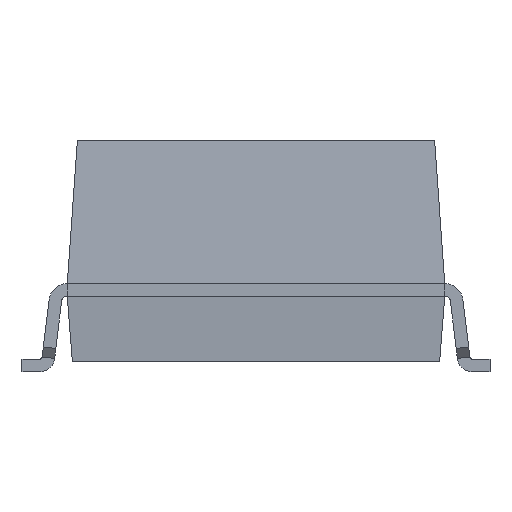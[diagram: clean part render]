
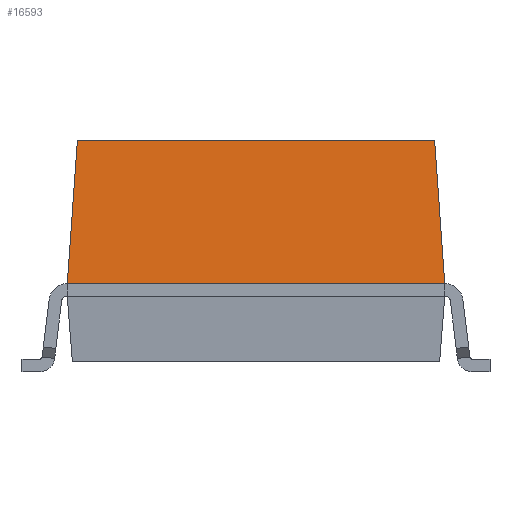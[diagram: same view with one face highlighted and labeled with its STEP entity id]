
A CAD part, front view. The second image highlights one B-rep face of the part: STEP entity #16593.
In plain terms, the highlighted planar face has unit normal (0, -0.998, 0.07).
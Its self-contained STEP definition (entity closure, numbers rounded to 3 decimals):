
#927=FACE_OUTER_BOUND($,#1793,.T.);
#1793=EDGE_LOOP($,(#14388,#14389,#14390,#14391));
#3816=LINE($,#25894,#6078);
#3825=LINE($,#25911,#6087);
#3836=LINE($,#25934,#6098);
#3851=LINE($,#25965,#6113);
#6078=VECTOR($,#21227,7.1);
#6087=VECTOR($,#21238,2.864);
#6098=VECTOR($,#21263,2.864);
#6113=VECTOR($,#21294,7.5);
#7766=VERTEX_POINT($,#25890);
#7767=VERTEX_POINT($,#25892);
#7774=VERTEX_POINT($,#25909);
#7779=VERTEX_POINT($,#25930);
#9992=EDGE_CURVE($,#7767,#7766,#3816,.T.);
#10001=EDGE_CURVE($,#7774,#7767,#3825,.T.);
#10012=EDGE_CURVE($,#7779,#7766,#3836,.T.);
#10027=EDGE_CURVE($,#7774,#7779,#3851,.T.);
#14388=ORIENTED_EDGE($,*,*,#10027,.T.);
#14389=ORIENTED_EDGE($,*,*,#10012,.T.);
#14390=ORIENTED_EDGE($,*,*,#9992,.F.);
#14391=ORIENTED_EDGE($,*,*,#10001,.F.);
#15741=PLANE($,#17588);
#16593=ADVANCED_FACE($,(#927),#15741,.T.);
#17588=AXIS2_PLACEMENT_3D($,#25964,#21292,#21293);
#21227=DIRECTION($,(1.,0.,0.));
#21238=DIRECTION($,(0.07,0.07,0.995));
#21263=DIRECTION($,(-0.07,0.07,0.995));
#21292=DIRECTION('center_axis',(0.,-0.998,
0.07));
#21293=DIRECTION('ref_axis',(0.,-0.07,-0.998));
#21294=DIRECTION($,(1.,0.,0.));
#25890=CARTESIAN_POINT('',(3.55,-6.1,4.6));
#25892=CARTESIAN_POINT('',(-3.55,-6.1,4.6));
#25894=CARTESIAN_POINT($,(3.55,-6.1,4.6));
#25909=CARTESIAN_POINT('',(-3.75,-6.3,1.75));
#25911=CARTESIAN_POINT($,(-3.75,-6.3,1.75));
#25930=CARTESIAN_POINT('',(3.75,-6.3,1.75));
#25934=CARTESIAN_POINT($,(3.75,-6.3,1.75));
#25964=CARTESIAN_POINT('Origin',(0.,-6.2,
3.175));
#25965=CARTESIAN_POINT($,(0.,-6.3,1.75));
